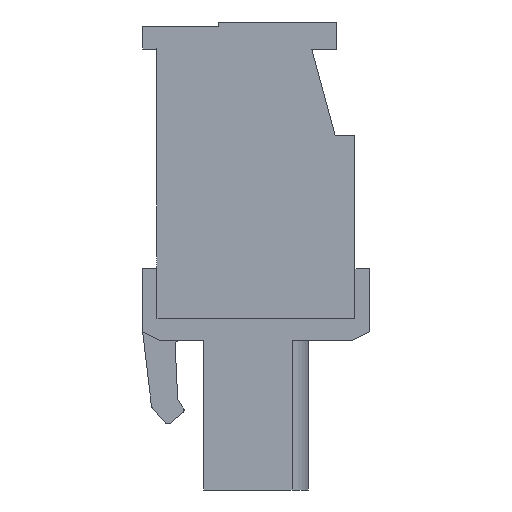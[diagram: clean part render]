
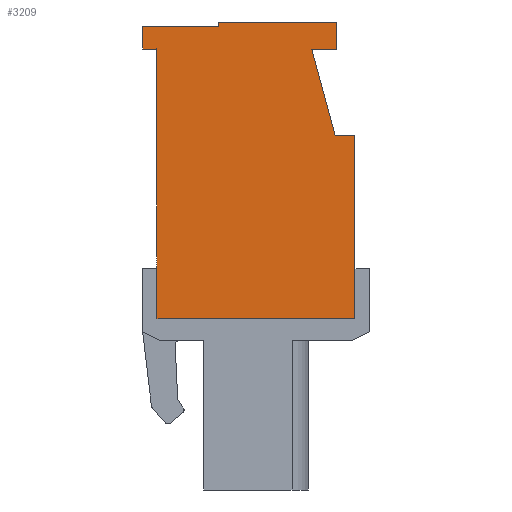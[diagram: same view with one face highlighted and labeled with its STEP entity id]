
A CAD part, left-side view. The second image highlights one B-rep face of the part: STEP entity #3209.
In plain terms, the highlighted planar face has unit normal (-1, 0, 0).
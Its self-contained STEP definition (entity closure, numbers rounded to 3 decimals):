
#3209 = ADVANCED_FACE( '', ( #6886 ), #6887, .T. );
#6886 = FACE_OUTER_BOUND( '', #11178, .T. );
#6887 = PLANE( '', #11179 );
#11178 = EDGE_LOOP( '', ( #19972, #19973, #19974, #19975, #19976, #19977, #19978, #19979, #19980, #19981, #19982, #19983 ) );
#11179 = AXIS2_PLACEMENT_3D( '', #19984, #19985, #19986 );
#19972 = ORIENTED_EDGE( '', *, *, #28141, .T. );
#19973 = ORIENTED_EDGE( '', *, *, #28568, .T. );
#19974 = ORIENTED_EDGE( '', *, *, #28114, .T. );
#19975 = ORIENTED_EDGE( '', *, *, #29712, .T. );
#19976 = ORIENTED_EDGE( '', *, *, #28621, .T. );
#19977 = ORIENTED_EDGE( '', *, *, #29767, .T. );
#19978 = ORIENTED_EDGE( '', *, *, #27179, .T. );
#19979 = ORIENTED_EDGE( '', *, *, #29768, .T. );
#19980 = ORIENTED_EDGE( '', *, *, #26405, .T. );
#19981 = ORIENTED_EDGE( '', *, *, #29769, .T. );
#19982 = ORIENTED_EDGE( '', *, *, #29770, .T. );
#19983 = ORIENTED_EDGE( '', *, *, #29771, .T. );
#19984 = CARTESIAN_POINT( '', ( -30.48, 0., 0. ) );
#19985 = DIRECTION( '', ( -1., 0., 0. ) );
#19986 = DIRECTION( '', ( 0., 0., 1. ) );
#26405 = EDGE_CURVE( '', #31727, #31725, #31728, .T. );
#27179 = EDGE_CURVE( '', #33106, #33104, #33107, .T. );
#28114 = EDGE_CURVE( '', #34652, #34653, #34654, .T. );
#28141 = EDGE_CURVE( '', #34695, #34696, #34697, .T. );
#28568 = EDGE_CURVE( '', #34696, #34652, #35356, .T. );
#28621 = EDGE_CURVE( '', #35434, #35435, #35436, .T. );
#29712 = EDGE_CURVE( '', #34653, #35434, #37001, .T. );
#29767 = EDGE_CURVE( '', #35435, #33106, #37073, .T. );
#29768 = EDGE_CURVE( '', #33104, #31727, #37074, .T. );
#29769 = EDGE_CURVE( '', #31725, #37075, #37076, .T. );
#29770 = EDGE_CURVE( '', #37075, #37077, #37078, .T. );
#29771 = EDGE_CURVE( '', #37077, #34695, #37079, .T. );
#31725 = VERTEX_POINT( '', #39516 );
#31727 = VERTEX_POINT( '', #39519 );
#31728 = LINE( '', #39520, #39521 );
#33104 = VERTEX_POINT( '', #41500 );
#33106 = VERTEX_POINT( '', #41503 );
#33107 = LINE( '', #41504, #41505 );
#34652 = VERTEX_POINT( '', #43768 );
#34653 = VERTEX_POINT( '', #43769 );
#34654 = LINE( '', #43770, #43771 );
#34695 = VERTEX_POINT( '', #43833 );
#34696 = VERTEX_POINT( '', #43834 );
#34697 = LINE( '', #43835, #43836 );
#35356 = LINE( '', #44820, #44821 );
#35434 = VERTEX_POINT( '', #44931 );
#35435 = VERTEX_POINT( '', #44932 );
#35436 = LINE( '', #44933, #44934 );
#37001 = LINE( '', #47281, #47282 );
#37073 = LINE( '', #47386, #47387 );
#37074 = LINE( '', #47388, #47389 );
#37075 = VERTEX_POINT( '', #47390 );
#37076 = LINE( '', #47391, #47392 );
#37077 = VERTEX_POINT( '', #47393 );
#37078 = LINE( '', #47394, #47395 );
#37079 = LINE( '', #47396, #47397 );
#39516 = CARTESIAN_POINT( '', ( -30.48, -5.5, 2.7 ) );
#39519 = CARTESIAN_POINT( '', ( -30.48, -5.5, -7.5 ) );
#39520 = CARTESIAN_POINT( '', ( -30.48, -5.5, -7.5 ) );
#39521 = VECTOR( '', #50203, 1000. );
#41500 = CARTESIAN_POINT( '', ( -30.48, 5.5, -7.5 ) );
#41503 = CARTESIAN_POINT( '', ( -30.48, 5.5, 7.5 ) );
#41504 = CARTESIAN_POINT( '', ( -30.48, 5.5, 7.5 ) );
#41505 = VECTOR( '', #50943, 1000. );
#43768 = CARTESIAN_POINT( '', ( -30.48, 2.1, 9. ) );
#43769 = CARTESIAN_POINT( '', ( -30.48, 2.1, 8.75 ) );
#43770 = CARTESIAN_POINT( '', ( -30.48, 2.1, 9. ) );
#43771 = VECTOR( '', #51797, 1000. );
#43833 = CARTESIAN_POINT( '', ( -30.48, -4.5, 7.5 ) );
#43834 = CARTESIAN_POINT( '', ( -30.48, -4.5, 9. ) );
#43835 = CARTESIAN_POINT( '', ( -30.48, -4.5, 7.5 ) );
#43836 = VECTOR( '', #51822, 1000. );
#44820 = CARTESIAN_POINT( '', ( -30.48, -4.5, 9. ) );
#44821 = VECTOR( '', #52208, 1000. );
#44931 = CARTESIAN_POINT( '', ( -30.48, 6.3, 8.75 ) );
#44932 = CARTESIAN_POINT( '', ( -30.48, 6.3, 7.5 ) );
#44933 = CARTESIAN_POINT( '', ( -30.48, 6.3, 8.75 ) );
#44934 = VECTOR( '', #52259, 1000. );
#47281 = CARTESIAN_POINT( '', ( -30.48, 2.1, 8.75 ) );
#47282 = VECTOR( '', #53176, 1000. );
#47386 = CARTESIAN_POINT( '', ( -30.48, 6.3, 7.5 ) );
#47387 = VECTOR( '', #53218, 1000. );
#47388 = CARTESIAN_POINT( '', ( -30.48, 5.5, -7.5 ) );
#47389 = VECTOR( '', #53219, 1000. );
#47390 = CARTESIAN_POINT( '', ( -30.48, -4.4, 2.7 ) );
#47391 = CARTESIAN_POINT( '', ( -30.48, -5.5, 2.7 ) );
#47392 = VECTOR( '', #53220, 1000. );
#47393 = CARTESIAN_POINT( '', ( -30.48, -3.1, 7.5 ) );
#47394 = CARTESIAN_POINT( '', ( -30.48, -4.4, 2.7 ) );
#47395 = VECTOR( '', #53221, 1000. );
#47396 = CARTESIAN_POINT( '', ( -30.48, -3.1, 7.5 ) );
#47397 = VECTOR( '', #53222, 1000. );
#50203 = DIRECTION( '', ( 0., 0., 1. ) );
#50943 = DIRECTION( '', ( 0., 0., -1. ) );
#51797 = DIRECTION( '', ( 0., 0., -1. ) );
#51822 = DIRECTION( '', ( 0., 0., 1. ) );
#52208 = DIRECTION( '', ( 0., 1., 0. ) );
#52259 = DIRECTION( '', ( 0., 0., -1. ) );
#53176 = DIRECTION( '', ( 0., 1., 0. ) );
#53218 = DIRECTION( '', ( 0., -1., 0. ) );
#53219 = DIRECTION( '', ( 0., -1., 0. ) );
#53220 = DIRECTION( '', ( 0., 1., 0. ) );
#53221 = DIRECTION( '', ( 0., 0.261, 0.965 ) );
#53222 = DIRECTION( '', ( 0., -1., 0. ) );
